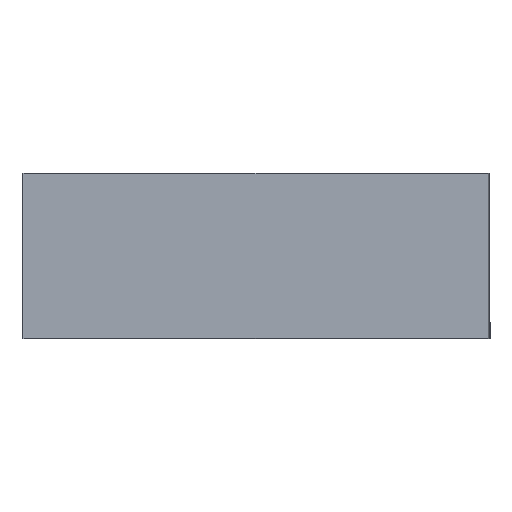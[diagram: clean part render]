
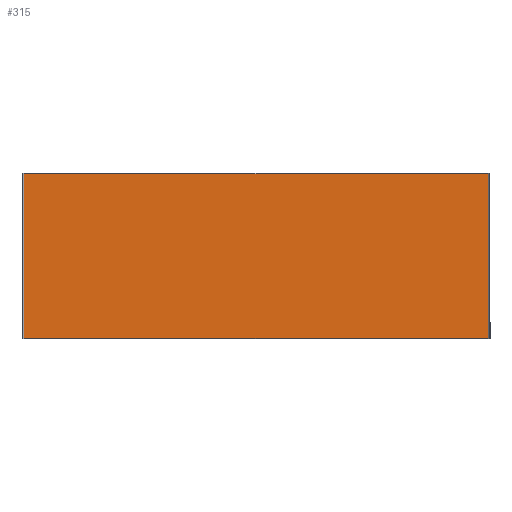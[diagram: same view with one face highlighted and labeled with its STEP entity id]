
A CAD part, top view. The second image highlights one B-rep face of the part: STEP entity #315.
In plain terms, the highlighted planar face has unit normal (0, 0, 1).
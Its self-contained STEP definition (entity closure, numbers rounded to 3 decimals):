
#57 = CARTESIAN_POINT ( 'NONE',  ( -350.5, -123.939, 0. ) ) ;
#92 = VECTOR ( 'NONE', #919, 1000. ) ;
#158 = LINE ( 'NONE', #2167, #92 ) ;
#170 = ORIENTED_EDGE ( 'NONE', *, *, #582, .F. ) ;
#209 = AXIS2_PLACEMENT_3D ( 'NONE', #2319, #2535, #2124 ) ;
#315 = ADVANCED_FACE ( 'NONE', ( #1369 ), #1069, .T. ) ;
#366 = EDGE_CURVE ( 'NONE', #2601, #693, #158, .T. ) ;
#432 = LINE ( 'NONE', #1382, #1821 ) ;
#480 = ORIENTED_EDGE ( 'NONE', *, *, #366, .F. ) ;
#498 = EDGE_LOOP ( 'NONE', ( #2529, #1703, #170, #480 ) ) ;
#510 = EDGE_CURVE ( 'NONE', #2601, #897, #1432, .T. ) ;
#564 = CARTESIAN_POINT ( 'NONE',  ( -354.405, 123.939, 0. ) ) ;
#582 = EDGE_CURVE ( 'NONE', #693, #923, #1019, .T. ) ;
#693 = VERTEX_POINT ( 'NONE', #1009 ) ;
#721 = VECTOR ( 'NONE', #1165, 1000. ) ;
#897 = VERTEX_POINT ( 'NONE', #1302 ) ;
#919 = DIRECTION ( 'NONE',  ( 0., 1., 0. ) ) ;
#923 = VERTEX_POINT ( 'NONE', #1896 ) ;
#990 = DIRECTION ( 'NONE',  ( 1., 0., 0. ) ) ;
#1009 = CARTESIAN_POINT ( 'NONE',  ( -350.5, 123.939, 0. ) ) ;
#1019 = LINE ( 'NONE', #564, #2389 ) ;
#1069 = PLANE ( 'NONE',  #209 ) ;
#1165 = DIRECTION ( 'NONE',  ( 1., 0., 0. ) ) ;
#1302 = CARTESIAN_POINT ( 'NONE',  ( 350.5, -123.939, 0. ) ) ;
#1369 = FACE_OUTER_BOUND ( 'NONE', #498, .T. ) ;
#1382 = CARTESIAN_POINT ( 'NONE',  ( 350.5, 125., 0. ) ) ;
#1432 = LINE ( 'NONE', #2418, #721 ) ;
#1703 = ORIENTED_EDGE ( 'NONE', *, *, #1979, .F. ) ;
#1817 = DIRECTION ( 'NONE',  ( 0., -1., 0. ) ) ;
#1821 = VECTOR ( 'NONE', #1817, 1000. ) ;
#1896 = CARTESIAN_POINT ( 'NONE',  ( 350.5, 123.939, 0. ) ) ;
#1979 = EDGE_CURVE ( 'NONE', #923, #897, #432, .T. ) ;
#2124 = DIRECTION ( 'NONE',  ( 1., 0., 0. ) ) ;
#2167 = CARTESIAN_POINT ( 'NONE',  ( -350.5, -125., 0. ) ) ;
#2319 = CARTESIAN_POINT ( 'NONE',  ( 0., 0., 0. ) ) ;
#2389 = VECTOR ( 'NONE', #990, 1000. ) ;
#2418 = CARTESIAN_POINT ( 'NONE',  ( -354.405, -123.939, 0. ) ) ;
#2529 = ORIENTED_EDGE ( 'NONE', *, *, #510, .T. ) ;
#2535 = DIRECTION ( 'NONE',  ( 0., 0., 1. ) ) ;
#2601 = VERTEX_POINT ( 'NONE', #57 ) ;
